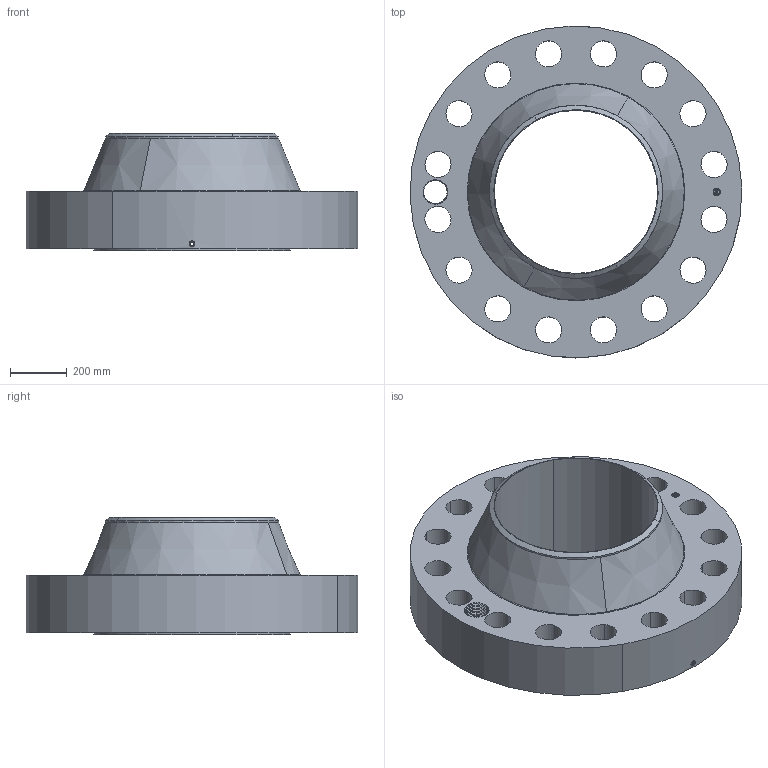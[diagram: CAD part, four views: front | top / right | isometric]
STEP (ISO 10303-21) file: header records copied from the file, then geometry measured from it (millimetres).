
FILE_DESCRIPTION(('3D STEP'),'2;1');
FILE_NAME('24-1500-RF-WELD-NECK-40-ORIF-FLANGE.stp','2013-11-03T23:09:08+00:00',('Texas Flange'),(''),'CATIA Version 5 Release 20 SP 6 (IN-10)','CATIA V5 STEP AP214','800-826-3801');
FILE_SCHEMA(('AUTOMOTIVE_DESIGN { 1 0 10303 214 1 1 1 1 }'));
Length unit declared in the file: inch
Products named in the file (1): 24-1500-RF-WELD-NECK-40-ORIF-FLANGE
Bounding box: 1168.07 x 1168.4 x 412.75 mm (x, y, z)
Volume: 164151550.8 mm3; surface area: 4234383.5 mm2
Topology: 1 solids, 1 shells, 887 faces, 2407 edges, 1541 vertices
Faces by surface type: plane 369, bspline 320, cylinder 144, cone 48, revolution 4, torus 2
Entity records: 38651 total; most frequent: CARTESIAN_POINT 17385, ORIENTED_EDGE 4814, EDGE_CURVE 2407, DIRECTION 2163, VERTEX_POINT 1541, VECTOR 1231, LINE 1231, B_SPLINE_CURVE_WITH_KNOTS 1034
